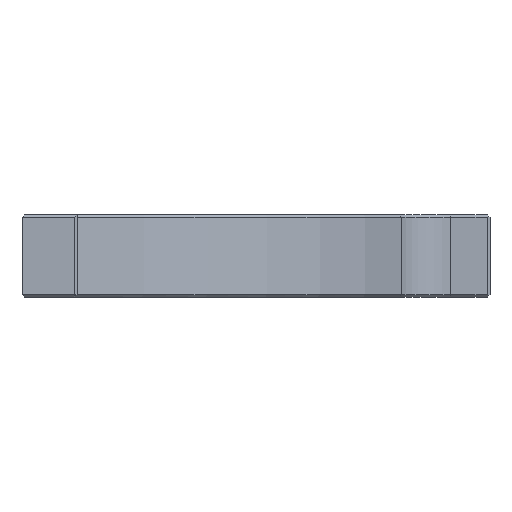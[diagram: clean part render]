
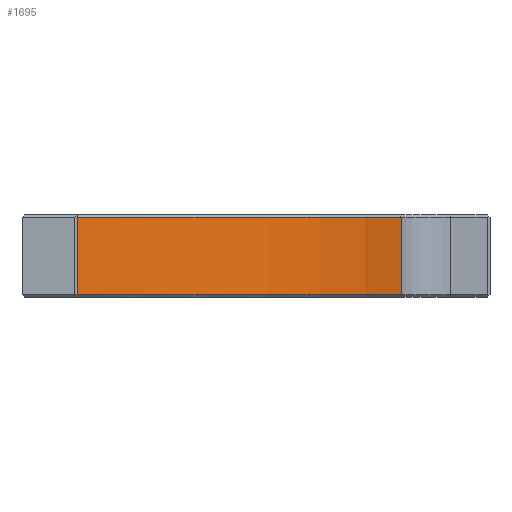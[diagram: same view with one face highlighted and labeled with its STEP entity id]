
A CAD part, left-side view. The second image highlights one B-rep face of the part: STEP entity #1695.
In plain terms, the highlighted cylindrical face has radius 77.5 mm (diameter 155 mm), a partial arc.
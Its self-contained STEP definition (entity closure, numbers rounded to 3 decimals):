
#31=CYLINDRICAL_SURFACE('',#1834,77.5);
#190=FACE_OUTER_BOUND('',#295,.T.);
#295=EDGE_LOOP('',(#1478,#1479,#1480,#1481));
#446=LINE('',#2634,#638);
#490=LINE('',#2754,#682);
#638=VECTOR('',#2106,10.);
#682=VECTOR('',#2224,10.);
#741=CIRCLE('',#1830,77.5);
#743=CIRCLE('',#1835,77.5);
#837=VERTEX_POINT('',#2595);
#850=VERTEX_POINT('',#2633);
#879=VERTEX_POINT('',#2739);
#883=VERTEX_POINT('',#2753);
#1040=EDGE_CURVE('',#837,#850,#446,.T.);
#1092=EDGE_CURVE('',#879,#837,#741,.T.);
#1098=EDGE_CURVE('',#883,#879,#490,.T.);
#1099=EDGE_CURVE('',#850,#883,#743,.T.);
#1478=ORIENTED_EDGE('',*,*,#1092,.F.);
#1479=ORIENTED_EDGE('',*,*,#1098,.F.);
#1480=ORIENTED_EDGE('',*,*,#1099,.F.);
#1481=ORIENTED_EDGE('',*,*,#1040,.F.);
#1695=ADVANCED_FACE('',(#190),#31,.T.);
#1830=AXIS2_PLACEMENT_3D('',#2741,#2210,#2211);
#1834=AXIS2_PLACEMENT_3D('',#2752,#2222,#2223);
#1835=AXIS2_PLACEMENT_3D('',#2755,#2225,#2226);
#2106=DIRECTION('',(0.,0.,1.));
#2210=DIRECTION('center_axis',(0.,0.,
-1.));
#2211=DIRECTION('ref_axis',(-1.,0.,0.));
#2222=DIRECTION('center_axis',(0.,0.,1.));
#2223=DIRECTION('ref_axis',(-1.,0.,0.));
#2224=DIRECTION('',(0.,0.,-1.));
#2225=DIRECTION('center_axis',(0.,0.,
1.));
#2226=DIRECTION('ref_axis',(-1.,0.,0.));
#2595=CARTESIAN_POINT('',(-76.852,-10.,362.45));
#2633=CARTESIAN_POINT('',(-76.852,-10.,376.45));
#2634=CARTESIAN_POINT('',(-76.852,-10.,361.95));
#2739=CARTESIAN_POINT('',(-35.429,-68.928,362.45));
#2741=CARTESIAN_POINT('Origin',(0.,0.,
362.45));
#2752=CARTESIAN_POINT('Origin',(0.,0.,
361.95));
#2753=CARTESIAN_POINT('',(-35.429,-68.928,376.45));
#2754=CARTESIAN_POINT('',(-35.429,-68.928,361.95));
#2755=CARTESIAN_POINT('Origin',(0.,0.,
376.45));
